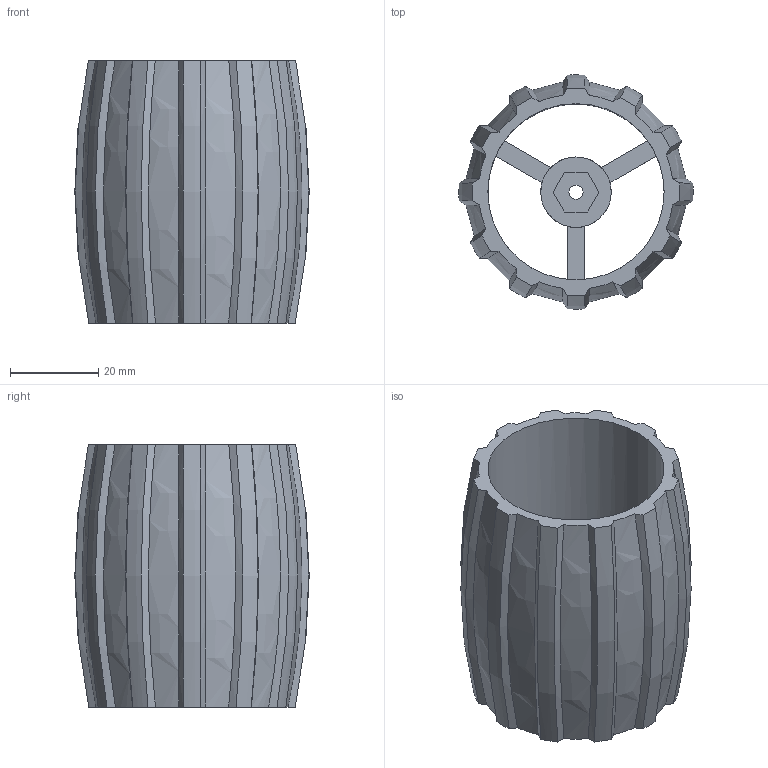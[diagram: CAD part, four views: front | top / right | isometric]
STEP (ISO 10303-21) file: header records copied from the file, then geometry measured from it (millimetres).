
FILE_DESCRIPTION(('FreeCAD Model'),'2;1');
FILE_NAME('Roue-Type1.step','2015-11-25T22:43:42',('Author'),(''), 'Open CASCADE STEP processor 6.8','FreeCAD','Unknown');
FILE_SCHEMA(('AUTOMOTIVE_DESIGN_CC2 { 1 2 10303 214 -1 1 5 4 }'));
Length unit declared in the file: millimetre
Products named in the file (2): ASSEMBLY; Pocket001
Assembly tree (1 placements, depth 2):
  ASSEMBLY
    Pocket001
Bounding box: 53.19 x 53.19 x 59.5 mm (x, y, z)
Volume: 41495.1 mm3; surface area: 20077.9 mm2
Topology: 1 solids, 1 shells, 72 faces, 234 edges, 164 vertices
Faces by surface type: revolution 48, plane 20, cylinder 4
Full cylindrical faces by diameter (mm): 3.2 x1, 6.4 x1, 16 x1, 40 x1
Entity records: 38433 total; most frequent: CARTESIAN_POINT 34336, DIRECTION 560, ORIENTED_EDGE 468, PCURVE 468, DEFINITIONAL_REPRESENTATION 468, B_SPLINE_CURVE_WITH_KNOTS 348, LINE 266, VECTOR 266
